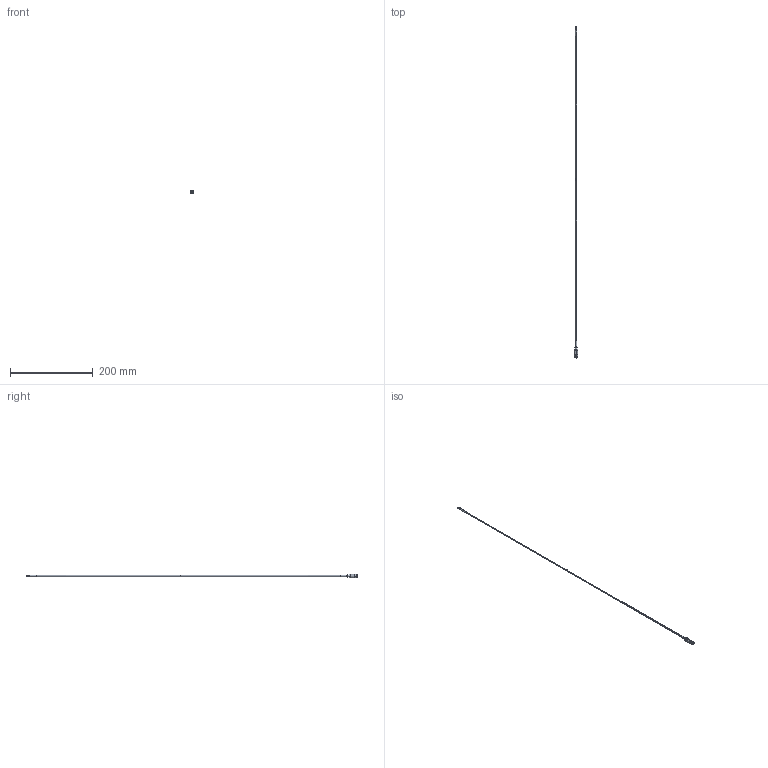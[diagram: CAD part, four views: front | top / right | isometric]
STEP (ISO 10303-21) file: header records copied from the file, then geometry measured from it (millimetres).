
FILE_DESCRIPTION (( 'STEP AP203' ), '1' );
FILE_NAME ('INGUN_SE-MF86-50MMPXMG080PC35MG.STEP', '2022-05-09T12:27:38', ( 'ochi' ), ( '' ), 'SwSTEP 2.0', 'SolidWorks 2018', '' );
FILE_SCHEMA (( 'CONFIG_CONTROL_DESIGN' ));
Length unit declared in the file: millimetre
Products named in the file (1): INGUN_SE-MF86-50MMPXMG080PC35MG
Bounding box: 9.24 x 800 x 8 mm (x, y, z)
Volume: 5528.4 mm3; surface area: 7472 mm2
Topology: 1 solids, 1 shells, 188 faces, 482 edges, 312 vertices
Faces by surface type: plane 77, cylinder 56, torus 23, bspline 22, cone 10
Entity records: 6289 total; most frequent: CARTESIAN_POINT 1749, ORIENTED_EDGE 964, DIRECTION 898, EDGE_CURVE 482, AXIS2_PLACEMENT_3D 361, VERTEX_POINT 312, EDGE_LOOP 204, CIRCLE 194
